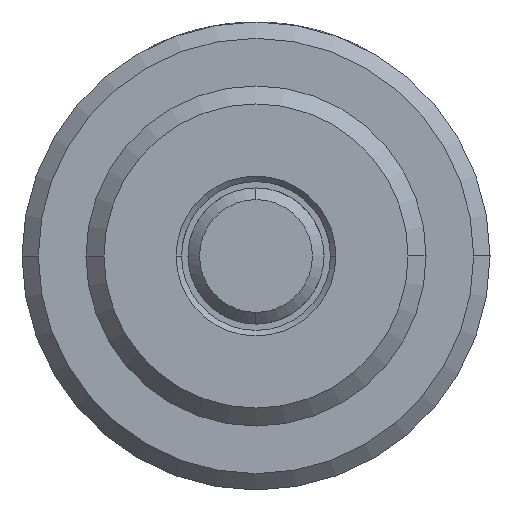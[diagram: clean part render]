
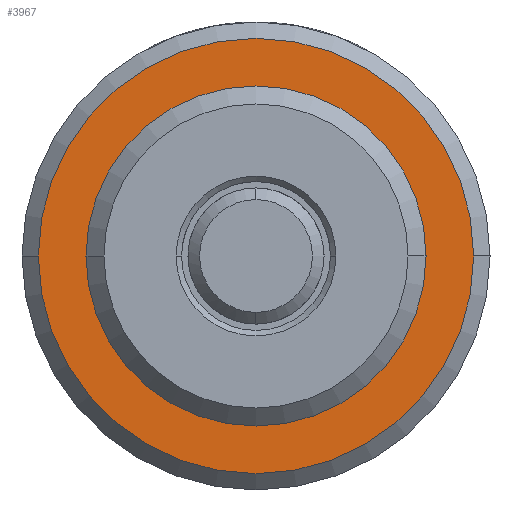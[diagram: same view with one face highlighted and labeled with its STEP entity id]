
A CAD part, left-side view. The second image highlights one B-rep face of the part: STEP entity #3967.
In plain terms, the highlighted planar face has unit normal (-1, 0, 0).
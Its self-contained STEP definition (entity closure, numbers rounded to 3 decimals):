
#191 = CIRCLE ( 'NONE', #2269, 7.906 ) ;
#323 = DIRECTION ( 'NONE',  ( 0., 0., -1. ) ) ;
#333 = DIRECTION ( 'NONE',  ( 0., 0., -1. ) ) ;
#496 = VERTEX_POINT ( 'NONE', #573 ) ;
#573 = CARTESIAN_POINT ( 'NONE',  ( 12.7, 0., 10.16 ) ) ;
#593 = DIRECTION ( 'NONE',  ( 1., 0., 0. ) ) ;
#689 = AXIS2_PLACEMENT_3D ( 'NONE', #3901, #593, #333 ) ;
#701 = CARTESIAN_POINT ( 'NONE',  ( 12.7, 0., 0. ) ) ;
#741 = EDGE_CURVE ( 'NONE', #4840, #1005, #4002, .T. ) ;
#880 = DIRECTION ( 'NONE',  ( 0., 0., -1. ) ) ;
#942 = EDGE_CURVE ( 'NONE', #1005, #4840, #191, .T. ) ;
#947 = CARTESIAN_POINT ( 'NONE',  ( 12.7, 0., 0. ) ) ;
#1005 = VERTEX_POINT ( 'NONE', #2145 ) ;
#1125 = EDGE_CURVE ( 'NONE', #4606, #496, #2939, .T. ) ;
#1323 = ORIENTED_EDGE ( 'NONE', *, *, #1125, .F. ) ;
#1342 = CARTESIAN_POINT ( 'NONE',  ( 12.7, 0., 0. ) ) ;
#1407 = FACE_BOUND ( 'NONE', #4233, .T. ) ;
#1482 = DIRECTION ( 'NONE',  ( 1., 0., 0. ) ) ;
#1718 = DIRECTION ( 'NONE',  ( 1., 0., 0. ) ) ;
#1824 = CARTESIAN_POINT ( 'NONE',  ( 12.7, 0., 0. ) ) ;
#1857 = AXIS2_PLACEMENT_3D ( 'NONE', #1342, #1718, #880 ) ;
#1934 = ORIENTED_EDGE ( 'NONE', *, *, #741, .T. ) ;
#2145 = CARTESIAN_POINT ( 'NONE',  ( 12.7, 0., -7.906 ) ) ;
#2269 = AXIS2_PLACEMENT_3D ( 'NONE', #947, #2950, #2623 ) ;
#2623 = DIRECTION ( 'NONE',  ( 0., 0., -1. ) ) ;
#2685 = DIRECTION ( 'NONE',  ( 0., 0., -1. ) ) ;
#2939 = CIRCLE ( 'NONE', #689, 10.16 ) ;
#2950 = DIRECTION ( 'NONE',  ( 1., 0., 0. ) ) ;
#3293 = AXIS2_PLACEMENT_3D ( 'NONE', #1824, #1482, #2685 ) ;
#3502 = CIRCLE ( 'NONE', #1857, 10.16 ) ;
#3570 = EDGE_LOOP ( 'NONE', ( #4713, #1323 ) ) ;
#3901 = CARTESIAN_POINT ( 'NONE',  ( 12.7, 0., 0. ) ) ;
#3967 = ADVANCED_FACE ( 'NONE', ( #4739, #1407 ), #4379, .F. ) ;
#4002 = CIRCLE ( 'NONE', #4718, 7.906 ) ;
#4039 = DIRECTION ( 'NONE',  ( 1., 0., 0. ) ) ;
#4063 = ORIENTED_EDGE ( 'NONE', *, *, #942, .T. ) ;
#4233 = EDGE_LOOP ( 'NONE', ( #4063, #1934 ) ) ;
#4379 = PLANE ( 'NONE',  #3293 ) ;
#4606 = VERTEX_POINT ( 'NONE', #4642 ) ;
#4642 = CARTESIAN_POINT ( 'NONE',  ( 12.7, 0., -10.16 ) ) ;
#4713 = ORIENTED_EDGE ( 'NONE', *, *, #4770, .F. ) ;
#4718 = AXIS2_PLACEMENT_3D ( 'NONE', #701, #4039, #323 ) ;
#4739 = FACE_OUTER_BOUND ( 'NONE', #3570, .T. ) ;
#4753 = CARTESIAN_POINT ( 'NONE',  ( 12.7, 0., 7.906 ) ) ;
#4770 = EDGE_CURVE ( 'NONE', #496, #4606, #3502, .T. ) ;
#4840 = VERTEX_POINT ( 'NONE', #4753 ) ;
